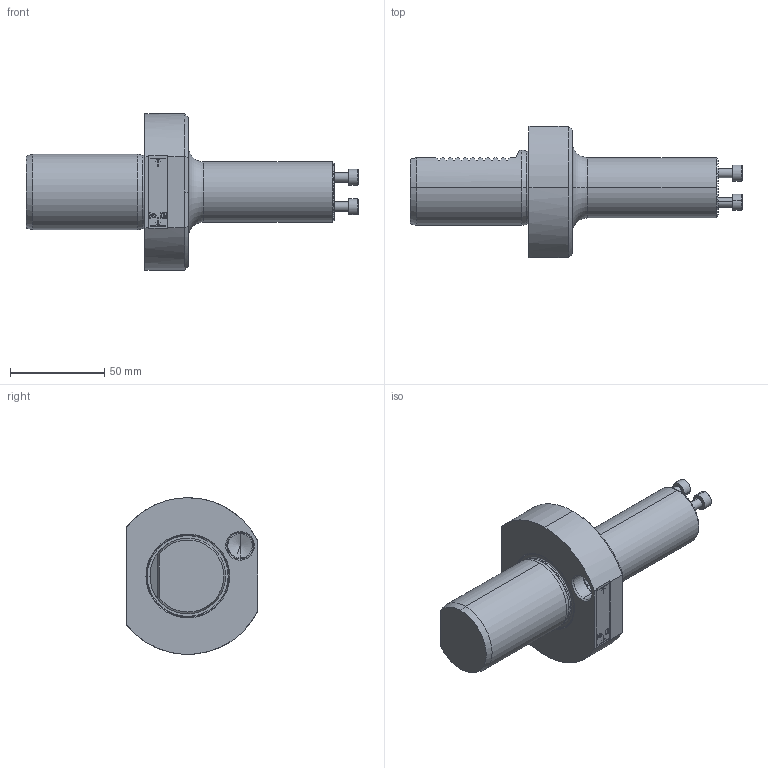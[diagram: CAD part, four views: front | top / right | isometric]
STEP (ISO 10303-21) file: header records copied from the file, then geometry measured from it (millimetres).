
FILE_DESCRIPTION (( 'STEP AP214' ), '1' );
FILE_NAME ('VD4.WK2.K01.135.STEP', '2019-05-09T09:06:39', ( '' ), ( '' ), 'SwSTEP 2.0', 'SolidWorks 2017', '' );
FILE_SCHEMA (( 'AUTOMOTIVE_DESIGN' ));
Length unit declared in the file: millimetre
Products named in the file (9): ISO 4762 - M5 x 14; VD4-WK2.K01.135_A; DIN 3771 - 6x1; VD4.WK2.K01.135
Assembly tree (5 placements, depth 2):
  ISO 4762 - M5 x 14
  ISO 4762 - M5 x 14
  VD4-WK2.K01.135_A
  DIN 3771 - 6x1
  ISO 4762 - M5 x 14
Bounding box: 175.86 x 69.5 x 82.97 mm (x, y, z)
Volume: 247364.4 mm3; surface area: 36023 mm2
Topology: 5 solids, 5 shells, 420 faces, 1189 edges, 787 vertices
Faces by surface type: plane 253, cylinder 94, cone 47, torus 24, bspline 2
Entity records: 14144 total; most frequent: CARTESIAN_POINT 4411, ORIENTED_EDGE 2118, DIRECTION 1683, EDGE_CURVE 1059, VERTEX_POINT 721, AXIS2_PLACEMENT_3D 603, LINE 477, VECTOR 477
